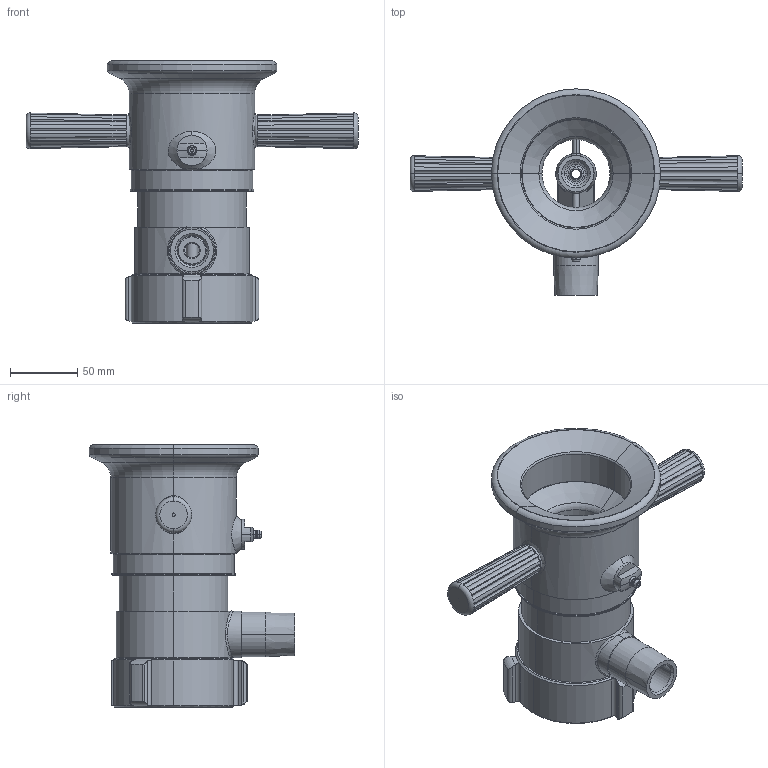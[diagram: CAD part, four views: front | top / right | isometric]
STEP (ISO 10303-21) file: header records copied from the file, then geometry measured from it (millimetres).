
FILE_DESCRIPTION (( 'STEP AP203' ), '1' );
FILE_NAME ('HF-350-A.STEP', '2012-06-29T13:28:40', ( '' ), ( '' ), 'SwSTEP 2.0', 'SolidWorks 2012', '' );
FILE_SCHEMA (( 'CONFIG_CONTROL_DESIGN' ));
Length unit declared in the file: inch
Products named in the file (12): HF-350-A; Products.Nozzles.HF (Hydro-Foam)-HF-350_500-AHF-350-A Nozzle Assy wHose (Alum)0397710160NULL; Products.Nozzles.HF (Hydro-Foam)-HF-350_500-ANipple - Hose4707900510NULL; Hardware.Screws-Set ScrewsScrew-Set (0.375-24 x 0.187-lg) Slot Hd SS6520200010NULL; Hardware.Gaskets-Rubber GasketsGasket-Rubber (2.5 NHT) 3.187-OD x 2.562-ID x .187-Thk33083000_USE20NULL; Products.Swivels-2.52.5 NH Swivel-OBG 3-RL (Aluminum)63069001D40NULL; Products.Nozzles.HF (Hydro-Foam)-HF-350_500-AInsert - Inlet3915600110NULL; Products.Nozzles.HF (Hydro-Foam)-HF-350_500-AScrew - Drive (SS)6108900110NULL; Products.Nozzles.HF (Hydro-Foam)-HF-350_500-ADisc - Metering (3%)7155100120NULL; Products.Nozzles.CJ-CJ-BGrip - Hand (Black)3362600010NULL; Products.Nozzles.HF (Hydro-Foam)-HF-350_500-ATip - Nozzle (Alum) Machining6640500110NULL; Products.Nozzles.HF (Hydro-Foam)-HF-350_500-ABody - Nozzle (Alum) Machining1717400130NULL
Assembly tree (12 placements, depth 3):
  HF-350-A
    Products.Nozzles.HF (Hydro-Foam)-HF-350_500-AHF-350-A Nozzle Assy wHose (Alum)0397710160NULL
      Products.Nozzles.HF (Hydro-Foam)-HF-350_500-ABody - Nozzle (Alum) Machining1717400130NULL
      Products.Nozzles.HF (Hydro-Foam)-HF-350_500-ATip - Nozzle (Alum) Machining6640500110NULL
      Products.Nozzles.CJ-CJ-BGrip - Hand (Black)3362600010NULL  x2
      Products.Nozzles.HF (Hydro-Foam)-HF-350_500-ADisc - Metering (3%)7155100120NULL
      Products.Nozzles.HF (Hydro-Foam)-HF-350_500-AScrew - Drive (SS)6108900110NULL
      Products.Nozzles.HF (Hydro-Foam)-HF-350_500-AInsert - Inlet3915600110NULL
      Products.Swivels-2.52.5 NH Swivel-OBG 3-RL (Aluminum)63069001D40NULL
      Hardware.Gaskets-Rubber GasketsGasket-Rubber (2.5 NHT) 3.187-OD x 2.562-ID x .187-Thk33083000_USE20NULL
      Hardware.Screws-Set ScrewsScrew-Set (0.375-24 x 0.187-lg) Slot Hd SS6520200010NULL
      Products.Nozzles.HF (Hydro-Foam)-HF-350_500-ANipple - Hose4707900510NULL
Bounding box: 247.65 x 153.59 x 195.96 mm (x, y, z)
Volume: 709750 mm3; surface area: 239107.6 mm2
Topology: 11 solids, 11 shells, 525 faces, 1278 edges, 787 vertices
Faces by surface type: cylinder 200, plane 130, cone 96, torus 59, bspline 38, sphere 2
Entity records: 23895 total; most frequent: CARTESIAN_POINT 12400, ORIENTED_EDGE 2208, DIRECTION 2046, EDGE_CURVE 1104, AXIS2_PLACEMENT_3D 882, VERTEX_POINT 683, EDGE_LOOP 497, ADVANCED_FACE 455
